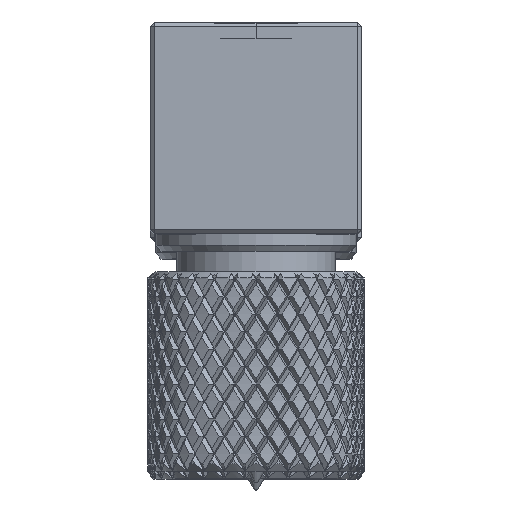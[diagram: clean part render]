
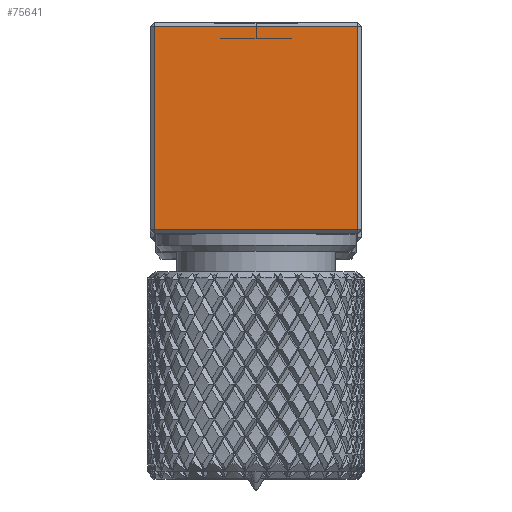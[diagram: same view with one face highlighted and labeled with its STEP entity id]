
A CAD part, top view. The second image highlights one B-rep face of the part: STEP entity #75641.
In plain terms, the highlighted face is planar.
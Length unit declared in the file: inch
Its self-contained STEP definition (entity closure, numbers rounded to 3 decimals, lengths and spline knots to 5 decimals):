
#5719 = LINE ( 'NONE', #75094, #80930 ) ;
#8231 = EDGE_CURVE ( 'NONE', #44091, #48860, #67903, .T. ) ;
#10946 = CARTESIAN_POINT ( 'NONE',  ( -0.12, 0.125, 0.125 ) ) ;
#13728 = CARTESIAN_POINT ( 'NONE',  ( 0.12, 0.125, 0.125 ) ) ;
#14660 = CARTESIAN_POINT ( 'NONE',  ( 0.12, 0.125, 0.12 ) ) ;
#19125 = DIRECTION ( 'NONE',  ( 0., -1., 0. ) ) ;
#19746 = EDGE_CURVE ( 'NONE', #32390, #79973, #70285, .T. ) ;
#19958 = CARTESIAN_POINT ( 'NONE',  ( -0.12, 0.125, 0.12 ) ) ;
#23653 = CARTESIAN_POINT ( 'NONE',  ( 0.12, 0.125, -0.12 ) ) ;
#27502 = CARTESIAN_POINT ( 'NONE',  ( -0.12, 0.125, -0.12 ) ) ;
#31031 = EDGE_CURVE ( 'NONE', #79973, #44091, #5719, .T. ) ;
#31634 = VECTOR ( 'NONE', #56193, 39.37008 ) ;
#32390 = VERTEX_POINT ( 'NONE', #14660 ) ;
#36728 = DIRECTION ( 'NONE',  ( -1., 0., 0. ) ) ;
#38326 = VECTOR ( 'NONE', #48941, 39.37008 ) ;
#38931 = DIRECTION ( 'NONE',  ( 0., 0., -1. ) ) ;
#42725 = DIRECTION ( 'NONE',  ( 0., 0., -1. ) ) ;
#44091 = VERTEX_POINT ( 'NONE', #27502 ) ;
#48547 = VECTOR ( 'NONE', #38931, 39.37008 ) ;
#48860 = VERTEX_POINT ( 'NONE', #19958 ) ;
#48941 = DIRECTION ( 'NONE',  ( 0., 0., 1. ) ) ;
#49602 = ORIENTED_EDGE ( 'NONE', *, *, #52353, .T. ) ;
#50818 = CARTESIAN_POINT ( 'NONE',  ( -0.125, 0.125, 0.12 ) ) ;
#52353 = EDGE_CURVE ( 'NONE', #48860, #32390, #69364, .T. ) ;
#54451 = ORIENTED_EDGE ( 'NONE', *, *, #8231, .T. ) ;
#56193 = DIRECTION ( 'NONE',  ( 1., 0., 0. ) ) ;
#67546 = ORIENTED_EDGE ( 'NONE', *, *, #19746, .T. ) ;
#67903 = LINE ( 'NONE', #10946, #38326 ) ;
#68669 = EDGE_LOOP ( 'NONE', ( #49602, #67546, #72339, #54451 ) ) ;
#69364 = LINE ( 'NONE', #50818, #31634 ) ;
#69474 = PLANE ( 'NONE',  #80316 ) ;
#70285 = LINE ( 'NONE', #13728, #48547 ) ;
#72339 = ORIENTED_EDGE ( 'NONE', *, *, #31031, .T. ) ;
#74491 = CARTESIAN_POINT ( 'NONE',  ( -0.125, 0.125, 0.125 ) ) ;
#74891 = FACE_OUTER_BOUND ( 'NONE', #68669, .T. ) ;
#75094 = CARTESIAN_POINT ( 'NONE',  ( -0.125, 0.125, -0.12 ) ) ;
#75641 = ADVANCED_FACE ( 'NONE', ( #74891 ), #69474, .F. ) ;
#79973 = VERTEX_POINT ( 'NONE', #23653 ) ;
#80316 = AXIS2_PLACEMENT_3D ( 'NONE', #74491, #19125, #42725 ) ;
#80930 = VECTOR ( 'NONE', #36728, 39.37008 ) ;
